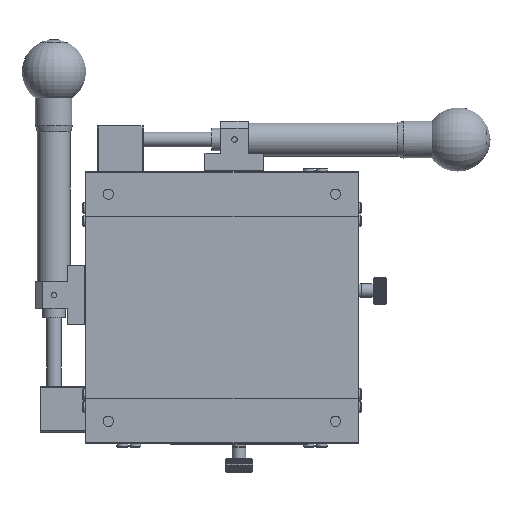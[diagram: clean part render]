
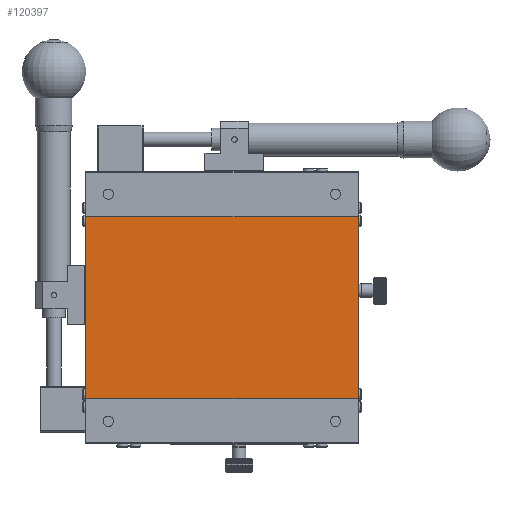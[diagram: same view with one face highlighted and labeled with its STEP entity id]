
A CAD part, front view. The second image highlights one B-rep face of the part: STEP entity #120397.
In plain terms, the highlighted planar face has unit normal (0, -1, 0).
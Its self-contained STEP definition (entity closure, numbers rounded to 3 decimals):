
#8541 = EDGE_CURVE ( 'NONE', #95795, #195337, #95780, .T. ) ;
#9873 = PLANE ( 'NONE',  #66542 ) ;
#13800 = DIRECTION ( 'NONE',  ( 0., 0., -1. ) ) ;
#15826 = ORIENTED_EDGE ( 'NONE', *, *, #112321, .T. ) ;
#22462 = ORIENTED_EDGE ( 'NONE', *, *, #8541, .T. ) ;
#24780 = FACE_OUTER_BOUND ( 'NONE', #133529, .T. ) ;
#37657 = VECTOR ( 'NONE', #156402, 1000. ) ;
#40660 = CARTESIAN_POINT ( 'NONE',  ( 0., -59.5, -20. ) ) ;
#50101 = CARTESIAN_POINT ( 'NONE',  ( 0., -59.5, -20. ) ) ;
#57544 = DIRECTION ( 'NONE',  ( 0., 0., 1. ) ) ;
#58515 = CARTESIAN_POINT ( 'NONE',  ( 120., -59.5, -20. ) ) ;
#59628 = VERTEX_POINT ( 'NONE', #50101 ) ;
#61462 = LINE ( 'NONE', #89271, #75363 ) ;
#65977 = CARTESIAN_POINT ( 'NONE',  ( 0., -59.5, -100. ) ) ;
#66542 = AXIS2_PLACEMENT_3D ( 'NONE', #40660, #120067, #13800 ) ;
#75363 = VECTOR ( 'NONE', #150852, 1000. ) ;
#80818 = ORIENTED_EDGE ( 'NONE', *, *, #125014, .T. ) ;
#82412 = VECTOR ( 'NONE', #57544, 1000. ) ;
#85278 = DIRECTION ( 'NONE',  ( 0., 0., -1. ) ) ;
#86078 = VECTOR ( 'NONE', #85278, 1000. ) ;
#89271 = CARTESIAN_POINT ( 'NONE',  ( 0., -59.5, -20. ) ) ;
#95780 = LINE ( 'NONE', #65977, #37657 ) ;
#95795 = VERTEX_POINT ( 'NONE', #176192 ) ;
#102673 = CARTESIAN_POINT ( 'NONE',  ( 120., -59.5, -20. ) ) ;
#112321 = EDGE_CURVE ( 'NONE', #118938, #59628, #61462, .T. ) ;
#115097 = LINE ( 'NONE', #175704, #86078 ) ;
#118938 = VERTEX_POINT ( 'NONE', #102673 ) ;
#120067 = DIRECTION ( 'NONE',  ( 0., -1., 0. ) ) ;
#120397 = ADVANCED_FACE ( 'NONE', ( #24780 ), #9873, .T. ) ;
#125014 = EDGE_CURVE ( 'NONE', #195337, #118938, #192643, .T. ) ;
#133529 = EDGE_LOOP ( 'NONE', ( #181966, #22462, #80818, #15826 ) ) ;
#150852 = DIRECTION ( 'NONE',  ( -1., 0., 0. ) ) ;
#156402 = DIRECTION ( 'NONE',  ( 1., 0., 0. ) ) ;
#156420 = CARTESIAN_POINT ( 'NONE',  ( 120., -59.5, -100. ) ) ;
#175704 = CARTESIAN_POINT ( 'NONE',  ( 0., -59.5, -20. ) ) ;
#176192 = CARTESIAN_POINT ( 'NONE',  ( 0., -59.5, -100. ) ) ;
#181966 = ORIENTED_EDGE ( 'NONE', *, *, #196036, .T. ) ;
#192643 = LINE ( 'NONE', #58515, #82412 ) ;
#195337 = VERTEX_POINT ( 'NONE', #156420 ) ;
#196036 = EDGE_CURVE ( 'NONE', #59628, #95795, #115097, .T. ) ;
